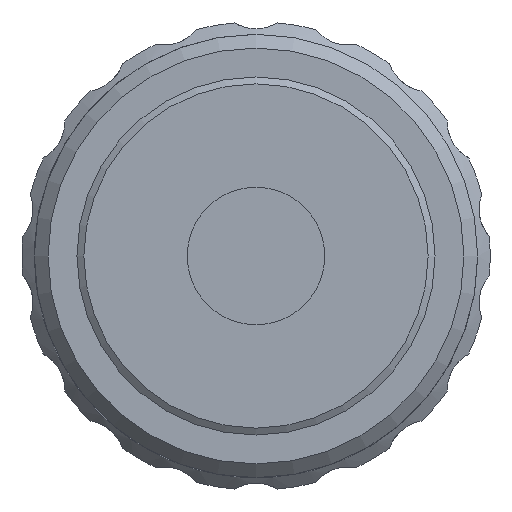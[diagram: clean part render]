
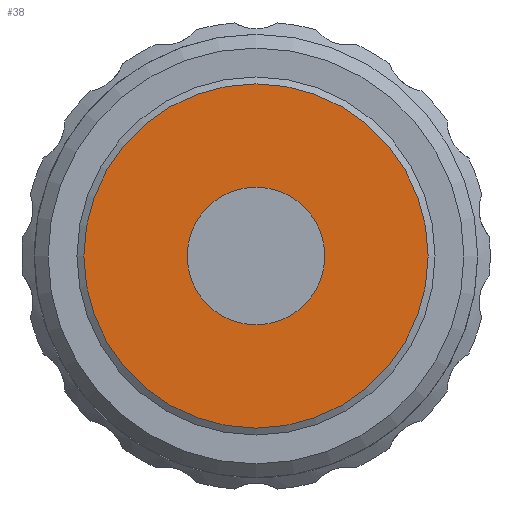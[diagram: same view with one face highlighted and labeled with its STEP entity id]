
A CAD part, left-side view. The second image highlights one B-rep face of the part: STEP entity #38.
In plain terms, the highlighted planar face has unit normal (-1, 0, 0).
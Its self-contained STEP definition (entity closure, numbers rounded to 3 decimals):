
#38 = ADVANCED_FACE ( 'NONE', ( #2796, #1888 ), #1236, .T. ) ;
#184 = VERTEX_POINT ( 'NONE', #2652 ) ;
#253 = DIRECTION ( 'NONE',  ( 0., 0., 1. ) ) ;
#293 = EDGE_LOOP ( 'NONE', ( #748 ) ) ;
#331 = CARTESIAN_POINT ( 'NONE',  ( -9.553, 46.021, 0. ) ) ;
#461 = EDGE_CURVE ( 'NONE', #184, #184, #1938, .T. ) ;
#521 = DIRECTION ( 'NONE',  ( 0., 0., 1. ) ) ;
#633 = EDGE_LOOP ( 'NONE', ( #1915 ) ) ;
#748 = ORIENTED_EDGE ( 'NONE', *, *, #461, .T. ) ;
#843 = EDGE_CURVE ( 'NONE', #2411, #2411, #947, .T. ) ;
#947 = CIRCLE ( 'NONE', #2261, 12.5 ) ;
#1236 = PLANE ( 'NONE',  #2160 ) ;
#1672 = CARTESIAN_POINT ( 'NONE',  ( -9.553, 57.871, 0. ) ) ;
#1888 = FACE_OUTER_BOUND ( 'NONE', #633, .T. ) ;
#1915 = ORIENTED_EDGE ( 'NONE', *, *, #843, .F. ) ;
#1938 = CIRCLE ( 'NONE', #2306, 5. ) ;
#2160 = AXIS2_PLACEMENT_3D ( 'NONE', #1672, #2308, #521 ) ;
#2261 = AXIS2_PLACEMENT_3D ( 'NONE', #2670, #2899, #253 ) ;
#2306 = AXIS2_PLACEMENT_3D ( 'NONE', #331, #2307, #2794 ) ;
#2307 = DIRECTION ( 'NONE',  ( 1., 0., 0. ) ) ;
#2308 = DIRECTION ( 'NONE',  ( -1., 0., 0. ) ) ;
#2411 = VERTEX_POINT ( 'NONE', #2665 ) ;
#2652 = CARTESIAN_POINT ( 'NONE',  ( -9.553, 46.021, 5. ) ) ;
#2665 = CARTESIAN_POINT ( 'NONE',  ( -9.553, 46.021, 12.5 ) ) ;
#2670 = CARTESIAN_POINT ( 'NONE',  ( -9.553, 46.021, 0. ) ) ;
#2794 = DIRECTION ( 'NONE',  ( 0., 0., 1. ) ) ;
#2796 = FACE_BOUND ( 'NONE', #293, .T. ) ;
#2899 = DIRECTION ( 'NONE',  ( 1., 0., 0. ) ) ;
